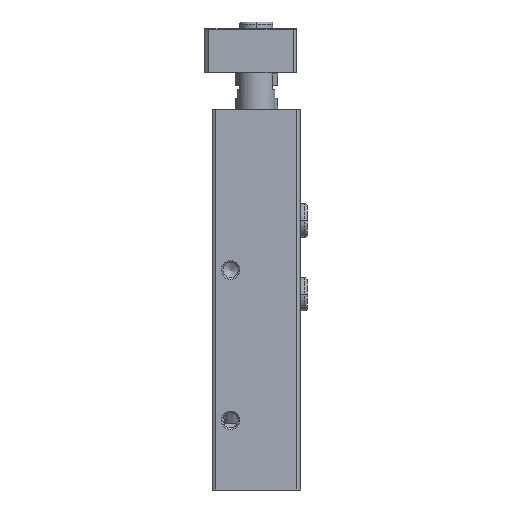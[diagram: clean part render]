
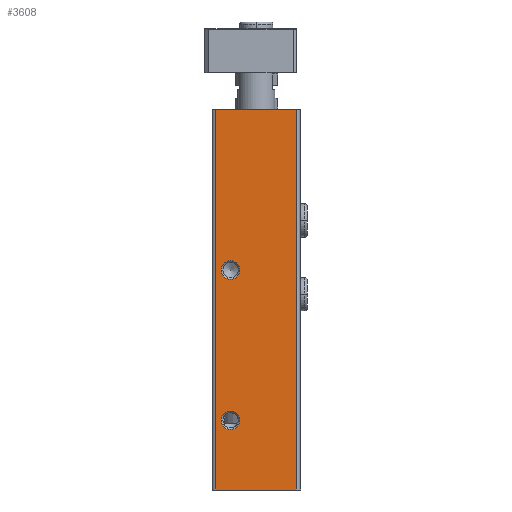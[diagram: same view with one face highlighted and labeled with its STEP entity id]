
A CAD part, left-side view. The second image highlights one B-rep face of the part: STEP entity #3608.
In plain terms, the highlighted planar face has unit normal (-1, 0, 0).
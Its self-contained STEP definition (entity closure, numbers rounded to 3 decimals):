
#69=PLANE('',#3905);
#263=CIRCLE('',#3906,2.5);
#264=CIRCLE('',#3907,2.5);
#460=ORIENTED_EDGE('',*,*,#1455,.T.);
#461=ORIENTED_EDGE('',*,*,#1456,.T.);
#462=ORIENTED_EDGE('',*,*,#1457,.F.);
#463=ORIENTED_EDGE('',*,*,#1458,.F.);
#464=ORIENTED_EDGE('',*,*,#1459,.T.);
#465=ORIENTED_EDGE('',*,*,#1460,.T.);
#1455=EDGE_CURVE('',#1952,#1952,#263,.T.);
#1456=EDGE_CURVE('',#1953,#1953,#264,.T.);
#1457=EDGE_CURVE('',#1954,#1955,#2312,.T.);
#1458=EDGE_CURVE('',#1956,#1954,#2313,.T.);
#1459=EDGE_CURVE('',#1956,#1957,#2314,.T.);
#1460=EDGE_CURVE('',#1957,#1955,#2315,.T.);
#1952=VERTEX_POINT('',#5513);
#1953=VERTEX_POINT('',#5515);
#1954=VERTEX_POINT('',#5517);
#1955=VERTEX_POINT('',#5518);
#1956=VERTEX_POINT('',#5520);
#1957=VERTEX_POINT('',#5522);
#2312=LINE('',#5516,#2583);
#2313=LINE('',#5519,#2584);
#2314=LINE('',#5521,#2585);
#2315=LINE('',#5523,#2586);
#2583=VECTOR('',#4353,1000.);
#2584=VECTOR('',#4354,1000.);
#2585=VECTOR('',#4355,1000.);
#2586=VECTOR('',#4356,1000.);
#2856=EDGE_LOOP('',(#460));
#2857=EDGE_LOOP('',(#461));
#2858=EDGE_LOOP('',(#462,#463,#464,#465));
#3192=FACE_BOUND('',#2856,.T.);
#3193=FACE_BOUND('',#2857,.T.);
#3194=FACE_BOUND('',#2858,.T.);
#3608=ADVANCED_FACE('',(#3192,#3193,#3194),#69,.T.);
#3905=AXIS2_PLACEMENT_3D('',#5511,#4347,#4348);
#3906=AXIS2_PLACEMENT_3D('',#5512,#4349,#4350);
#3907=AXIS2_PLACEMENT_3D('',#5514,#4351,#4352);
#4347=DIRECTION('',(-1.,0.,0.));
#4348=DIRECTION('',(0.,0.,1.));
#4349=DIRECTION('',(1.,0.,0.));
#4350=DIRECTION('',(0.,0.,-1.));
#4351=DIRECTION('',(1.,0.,0.));
#4352=DIRECTION('',(0.,0.,-1.));
#4353=DIRECTION('',(0.,-1.,0.));
#4354=DIRECTION('',(0.,0.,1.));
#4355=DIRECTION('',(0.,-1.,0.));
#4356=DIRECTION('',(0.,0.,1.));
#5511=CARTESIAN_POINT('',(-36.,11.,-103.));
#5512=CARTESIAN_POINT('',(-36.,7.,-84.1));
#5513=CARTESIAN_POINT('',(-36.,7.,-86.6));
#5514=CARTESIAN_POINT('',(-36.,7.,-43.4));
#5515=CARTESIAN_POINT('',(-36.,7.,-45.9));
#5516=CARTESIAN_POINT('',(-36.,11.,0.));
#5517=CARTESIAN_POINT('',(-36.,11.,0.));
#5518=CARTESIAN_POINT('',(-36.,-10.8,0.));
#5519=CARTESIAN_POINT('',(-36.,11.,-103.));
#5520=CARTESIAN_POINT('',(-36.,11.,-103.));
#5521=CARTESIAN_POINT('',(-36.,11.,-103.));
#5522=CARTESIAN_POINT('',(-36.,-10.8,-103.));
#5523=CARTESIAN_POINT('',(-36.,-10.8,-103.));
